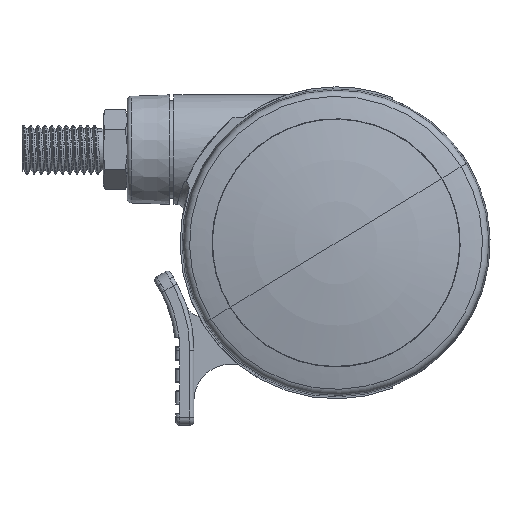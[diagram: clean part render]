
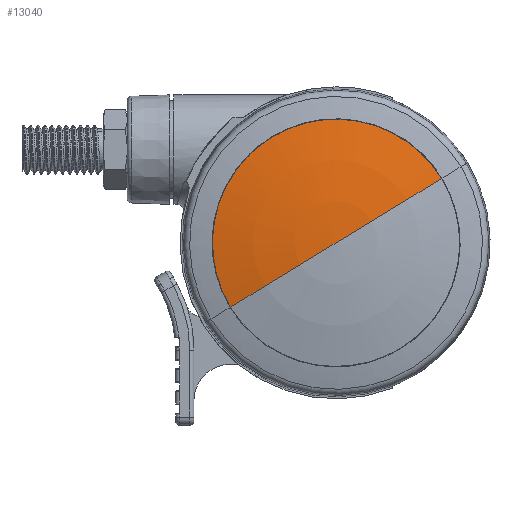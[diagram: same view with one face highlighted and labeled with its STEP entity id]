
A CAD part, left-side view. The second image highlights one B-rep face of the part: STEP entity #13040.
In plain terms, the highlighted toroidal (fillet/blend) face has major radius 0.067 mm and minor radius 145 mm.
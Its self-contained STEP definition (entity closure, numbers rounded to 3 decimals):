
#334 = CARTESIAN_POINT ( 'NONE',  ( 0., -0.061, 127.75 ) ) ;
#342 = CARTESIAN_POINT ( 'NONE',  ( -3.489, 30.304, -14.007 ) ) ;
#447 = CARTESIAN_POINT ( 'NONE',  ( -20.142, 22.991, -14.01 ) ) ;
#636 = CARTESIAN_POINT ( 'NONE',  ( 0., -0.128, 127.75 ) ) ;
#840 = CARTESIAN_POINT ( 'NONE',  ( -30.106, 4.989, -14.018 ) ) ;
#972 = CARTESIAN_POINT ( 'NONE',  ( -26.678, -14.792, -14.027 ) ) ;
#1084 = CARTESIAN_POINT ( 'NONE',  ( -7.916, -29.522, -14.033 ) ) ;
#1119 = EDGE_CURVE ( 'NONE', #20308, #18533, #10709, .T. ) ;
#1905 = FACE_OUTER_BOUND ( 'NONE', #9597, .T. ) ;
#1911 = CARTESIAN_POINT ( 'NONE',  ( 0., 30.5, -14.007 ) ) ;
#2016 = CARTESIAN_POINT ( 'NONE',  ( -15.269, 26.422, -14.009 ) ) ;
#2064 = AXIS2_PLACEMENT_3D ( 'NONE', #14170, #20568, #6159 ) ;
#2413 = CARTESIAN_POINT ( 'NONE',  ( -27.797, 12.593, -14.015 ) ) ;
#2545 = CARTESIAN_POINT ( 'NONE',  ( -28.564, -10.74, -14.025 ) ) ;
#2581 = EDGE_CURVE ( 'NONE', #12446, #19405, #13398, .T. ) ;
#2652 = CARTESIAN_POINT ( 'NONE',  ( -13.499, -27.368, -14.032 ) ) ;
#2882 = CARTESIAN_POINT ( 'NONE',  ( 0., -30.5, -14.034 ) ) ;
#3596 = CARTESIAN_POINT ( 'NONE',  ( -12.585, 27.787, -14.008 ) ) ;
#3699 = CARTESIAN_POINT ( 'NONE',  ( -25.909, 16.124, -14.013 ) ) ;
#3722 = B_SPLINE_CURVE_WITH_KNOTS ( 'NONE', 3,
 ( #5693, #12121, #18520, #4113, #10527, #16950, #2545, #8954, #15371, #972, #7377, #13797, #20195, #5792, #12226, #18615, #4222, #10631, #17046, #2652, #9054, #15473, #1084, #7471, #13900, #20302, #5892, #12334, #18719, #4318 ),
 .UNSPECIFIED., .F., .F.,
 ( 4, 2, 2, 2, 2, 2, 2, 2, 2, 2, 2, 2, 2, 2, 4 ),
 ( 0.167, 0.173, 0.176, 0.179, 0.182, 0.183, 0.185, 0.191, 0.197, 0.2, 0.203, 0.209, 0.21, 0.212, 0.215 ),
 .UNSPECIFIED. ) ;
#4113 = CARTESIAN_POINT ( 'NONE',  ( -29.723, -6.911, -14.023 ) ) ;
#4222 = CARTESIAN_POINT ( 'NONE',  ( -18.594, -24.258, -14.031 ) ) ;
#4305 = AXIS2_PLACEMENT_3D ( 'NONE', #636, #7041, #13469 ) ;
#4318 = CARTESIAN_POINT ( 'NONE',  ( 0., -30.5, -14.034 ) ) ;
#5169 = CARTESIAN_POINT ( 'NONE',  ( -7.92, 29.521, -14.008 ) ) ;
#5266 = CARTESIAN_POINT ( 'NONE',  ( -23.265, 19.729, -14.012 ) ) ;
#5653 = CARTESIAN_POINT ( 'NONE',  ( -30.5, 0., -14.02 ) ) ;
#5693 = CARTESIAN_POINT ( 'NONE',  ( -30.5, 0., -14.02 ) ) ;
#5792 = CARTESIAN_POINT ( 'NONE',  ( -24.254, -18.602, -14.028 ) ) ;
#5892 = CARTESIAN_POINT ( 'NONE',  ( -3.491, -30.304, -14.033 ) ) ;
#6159 = DIRECTION ( 'NONE',  ( 0., 1., 0. ) ) ;
#6244 = ORIENTED_EDGE ( 'NONE', *, *, #2581, .T. ) ;
#6355 = AXIS2_PLACEMENT_3D ( 'NONE', #334, #6740, #13178 ) ;
#6547 = ORIENTED_EDGE ( 'NONE', *, *, #18156, .F. ) ;
#6714 = EDGE_CURVE ( 'NONE', #12446, #20308, #11133, .T. ) ;
#6740 = DIRECTION ( 'NONE',  ( 0., 0., 1. ) ) ;
#6748 = CARTESIAN_POINT ( 'NONE',  ( -3.99, 30.242, -14.007 ) ) ;
#6843 = CARTESIAN_POINT ( 'NONE',  ( -21.92, 21.214, -14.011 ) ) ;
#7041 = DIRECTION ( 'NONE',  ( -1., 0., 0. ) ) ;
#7233 = CARTESIAN_POINT ( 'NONE',  ( -30.254, 3.999, -14.019 ) ) ;
#7377 = CARTESIAN_POINT ( 'NONE',  ( -26.432, -15.226, -14.027 ) ) ;
#7471 = CARTESIAN_POINT ( 'NONE',  ( -5.474, -30.009, -14.033 ) ) ;
#8323 = CARTESIAN_POINT ( 'NONE',  ( -0.994, 30.5, -14.007 ) ) ;
#8424 = CARTESIAN_POINT ( 'NONE',  ( -16.124, 25.909, -14.009 ) ) ;
#8733 = ORIENTED_EDGE ( 'NONE', *, *, #1119, .F. ) ;
#8820 = CARTESIAN_POINT ( 'NONE',  ( -28.945, 9.819, -14.016 ) ) ;
#8954 = CARTESIAN_POINT ( 'NONE',  ( -27.805, -12.575, -14.026 ) ) ;
#9054 = CARTESIAN_POINT ( 'NONE',  ( -12.585, -27.8, -14.032 ) ) ;
#9597 = EDGE_LOOP ( 'NONE', ( #17105, #6244, #6547, #8733 ) ) ;
#9993 = CARTESIAN_POINT ( 'NONE',  ( -13.493, 27.358, -14.009 ) ) ;
#10105 = CARTESIAN_POINT ( 'NONE',  ( -26.421, 15.27, -14.014 ) ) ;
#10527 = CARTESIAN_POINT ( 'NONE',  ( -29.478, -7.892, -14.024 ) ) ;
#10562 = CARTESIAN_POINT ( 'NONE',  ( 0., 0.008, -17.25 ) ) ;
#10631 = CARTESIAN_POINT ( 'NONE',  ( -16.117, -25.913, -14.032 ) ) ;
#10709 = B_SPLINE_CURVE_WITH_KNOTS ( 'NONE', 3,
 ( #1911, #8323, #14741, #342, #6748, #13184, #19564, #5169, #11589, #17983, #3596, #9993, #16415, #2016, #8424, #14843, #447, #6843, #13286, #19669, #5266, #11698, #18091, #3699, #10105, #16808, #2413, #8820, #15236, #840, #7233, #13658, #20059, #5653 ),
 .UNSPECIFIED., .F., .F.,
 ( 4, 2, 2, 2, 2, 2, 2, 2, 2, 2, 2, 2, 2, 2, 2, 2, 4 ),
 ( 0.119, 0.122, 0.124, 0.125, 0.131, 0.133, 0.134, 0.137, 0.143, 0.145, 0.146, 0.149, 0.152, 0.155, 0.161, 0.164, 0.167 ),
 .UNSPECIFIED. ) ;
#11133 = CIRCLE ( 'NONE', #2064, 145. ) ;
#11589 = CARTESIAN_POINT ( 'NONE',  ( -9.821, 28.945, -14.008 ) ) ;
#11698 = CARTESIAN_POINT ( 'NONE',  ( -24.213, 18.573, -14.012 ) ) ;
#11945 = CARTESIAN_POINT ( 'NONE',  ( -30.5, 0., -14.02 ) ) ;
#12121 = CARTESIAN_POINT ( 'NONE',  ( -30.5, -1.99, -14.021 ) ) ;
#12226 = CARTESIAN_POINT ( 'NONE',  ( -22.983, -20.151, -14.029 ) ) ;
#12334 = CARTESIAN_POINT ( 'NONE',  ( -1.991, -30.452, -14.033 ) ) ;
#12446 = VERTEX_POINT ( 'NONE', #10562 ) ;
#13040 = ADVANCED_FACE ( 'NONE', ( #1905 ), #15418, .T. ) ;
#13178 = DIRECTION ( 'NONE',  ( 0., -1., 0. ) ) ;
#13184 = CARTESIAN_POINT ( 'NONE',  ( -4.982, 30.095, -14.007 ) ) ;
#13286 = CARTESIAN_POINT ( 'NONE',  ( -22.267, 20.849, -14.011 ) ) ;
#13398 = CIRCLE ( 'NONE', #4305, 145. ) ;
#13469 = DIRECTION ( 'NONE',  ( 0., 0., 1. ) ) ;
#13658 = CARTESIAN_POINT ( 'NONE',  ( -30.451, 1.994, -14.02 ) ) ;
#13797 = CARTESIAN_POINT ( 'NONE',  ( -25.918, -16.086, -14.027 ) ) ;
#13900 = CARTESIAN_POINT ( 'NONE',  ( -4.982, -30.095, -14.033 ) ) ;
#14170 = CARTESIAN_POINT ( 'NONE',  ( 0., 0.006, 127.75 ) ) ;
#14619 = CARTESIAN_POINT ( 'NONE',  ( 0., 30.5, -14.007 ) ) ;
#14741 = CARTESIAN_POINT ( 'NONE',  ( -1.991, 30.452, -14.007 ) ) ;
#14843 = CARTESIAN_POINT ( 'NONE',  ( -18.602, 24.252, -14.01 ) ) ;
#15236 = CARTESIAN_POINT ( 'NONE',  ( -29.522, 7.918, -14.017 ) ) ;
#15371 = CARTESIAN_POINT ( 'NONE',  ( -27.381, -13.473, -14.026 ) ) ;
#15418 = TOROIDAL_SURFACE ( 'NONE', #6355, 0.067, 145. ) ;
#15473 = CARTESIAN_POINT ( 'NONE',  ( -9.816, -28.946, -14.033 ) ) ;
#16415 = CARTESIAN_POINT ( 'NONE',  ( -13.943, 27.131, -14.009 ) ) ;
#16808 = CARTESIAN_POINT ( 'NONE',  ( -27.364, 13.507, -14.015 ) ) ;
#16950 = CARTESIAN_POINT ( 'NONE',  ( -28.899, -9.804, -14.025 ) ) ;
#17046 = CARTESIAN_POINT ( 'NONE',  ( -15.264, -26.425, -14.032 ) ) ;
#17105 = ORIENTED_EDGE ( 'NONE', *, *, #6714, .F. ) ;
#17983 = CARTESIAN_POINT ( 'NONE',  ( -12.127, 27.99, -14.008 ) ) ;
#18091 = CARTESIAN_POINT ( 'NONE',  ( -24.805, 17.775, -14.013 ) ) ;
#18156 = EDGE_CURVE ( 'NONE', #18533, #19405, #3722, .T. ) ;
#18520 = CARTESIAN_POINT ( 'NONE',  ( -30.307, -3.967, -14.022 ) ) ;
#18533 = VERTEX_POINT ( 'NONE', #11945 ) ;
#18615 = CARTESIAN_POINT ( 'NONE',  ( -20.135, -22.998, -14.03 ) ) ;
#18719 = CARTESIAN_POINT ( 'NONE',  ( -0.994, -30.5, -14.034 ) ) ;
#19405 = VERTEX_POINT ( 'NONE', #2882 ) ;
#19564 = CARTESIAN_POINT ( 'NONE',  ( -5.475, 30.009, -14.007 ) ) ;
#19669 = CARTESIAN_POINT ( 'NONE',  ( -22.939, 20.107, -14.012 ) ) ;
#20059 = CARTESIAN_POINT ( 'NONE',  ( -30.5, 0.995, -14.02 ) ) ;
#20195 = CARTESIAN_POINT ( 'NONE',  ( -25.649, -16.511, -14.027 ) ) ;
#20302 = CARTESIAN_POINT ( 'NONE',  ( -3.991, -30.242, -14.033 ) ) ;
#20308 = VERTEX_POINT ( 'NONE', #14619 ) ;
#20568 = DIRECTION ( 'NONE',  ( 1., 0., 0. ) ) ;
